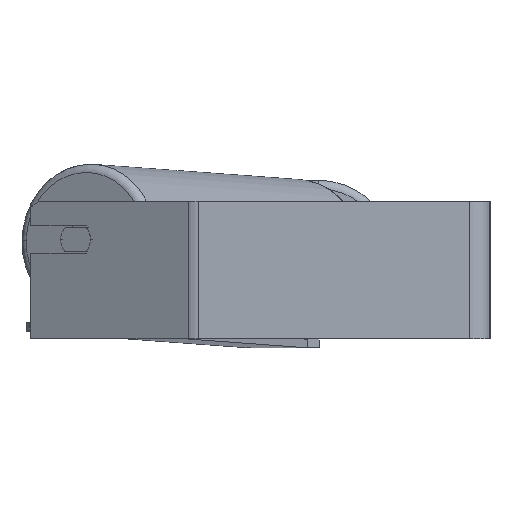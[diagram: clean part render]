
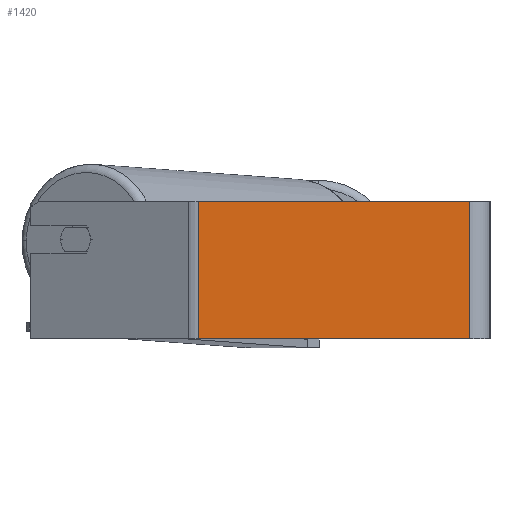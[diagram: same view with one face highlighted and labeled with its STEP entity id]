
A CAD part, left-side view. The second image highlights one B-rep face of the part: STEP entity #1420.
In plain terms, the highlighted planar face has unit normal (-1, 0, 0).
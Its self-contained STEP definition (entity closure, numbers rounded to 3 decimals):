
#63 = LINE ( 'NONE', #4661, #5369 ) ;
#524 = CARTESIAN_POINT ( 'NONE',  ( -430., 173.169, 40. ) ) ;
#801 = DIRECTION ( 'NONE',  ( 0., 0., -1. ) ) ;
#972 = ORIENTED_EDGE ( 'NONE', *, *, #5991, .T. ) ;
#1047 = DIRECTION ( 'NONE',  ( 0., 0., -1. ) ) ;
#1213 = LINE ( 'NONE', #524, #6374 ) ;
#1420 = ADVANCED_FACE ( 'NONE', ( #2207 ), #4269, .F. ) ;
#2207 = FACE_OUTER_BOUND ( 'NONE', #6448, .T. ) ;
#2590 = VECTOR ( 'NONE', #8020, 1000. ) ;
#2632 = DIRECTION ( 'NONE',  ( 0., -1., 0. ) ) ;
#2679 = EDGE_CURVE ( 'NONE', #4630, #3494, #9027, .T. ) ;
#2798 = DIRECTION ( 'NONE',  ( 1., 0., 0. ) ) ;
#2978 = DIRECTION ( 'NONE',  ( 0., 0., -1. ) ) ;
#3426 = CARTESIAN_POINT ( 'NONE',  ( -430., 169.954, -40. ) ) ;
#3494 = VERTEX_POINT ( 'NONE', #8959 ) ;
#4269 = PLANE ( 'NONE',  #8920 ) ;
#4380 = EDGE_CURVE ( 'NONE', #8019, #8064, #63, .T. ) ;
#4630 = VERTEX_POINT ( 'NONE', #5492 ) ;
#4661 = CARTESIAN_POINT ( 'NONE',  ( -430., 169.954, 40. ) ) ;
#5149 = VECTOR ( 'NONE', #801, 1000. ) ;
#5233 = CARTESIAN_POINT ( 'NONE',  ( -430., 173.169, -40. ) ) ;
#5369 = VECTOR ( 'NONE', #1047, 1000. ) ;
#5492 = CARTESIAN_POINT ( 'NONE',  ( -430., 12., 40. ) ) ;
#5640 = ORIENTED_EDGE ( 'NONE', *, *, #2679, .F. ) ;
#5742 = EDGE_CURVE ( 'NONE', #8019, #4630, #1213, .T. ) ;
#5991 = EDGE_CURVE ( 'NONE', #8064, #3494, #6550, .T. ) ;
#6261 = CARTESIAN_POINT ( 'NONE',  ( -430., 169.954, 40. ) ) ;
#6374 = VECTOR ( 'NONE', #2632, 1000. ) ;
#6377 = ORIENTED_EDGE ( 'NONE', *, *, #5742, .F. ) ;
#6409 = CARTESIAN_POINT ( 'NONE',  ( -430., 173.169, 40. ) ) ;
#6448 = EDGE_LOOP ( 'NONE', ( #972, #5640, #6377, #6595 ) ) ;
#6550 = LINE ( 'NONE', #5233, #2590 ) ;
#6595 = ORIENTED_EDGE ( 'NONE', *, *, #4380, .T. ) ;
#7707 = CARTESIAN_POINT ( 'NONE',  ( -430., 12., 40. ) ) ;
#8019 = VERTEX_POINT ( 'NONE', #6261 ) ;
#8020 = DIRECTION ( 'NONE',  ( 0., -1., 0. ) ) ;
#8064 = VERTEX_POINT ( 'NONE', #3426 ) ;
#8920 = AXIS2_PLACEMENT_3D ( 'NONE', #6409, #2798, #2978 ) ;
#8959 = CARTESIAN_POINT ( 'NONE',  ( -430., 12., -40. ) ) ;
#9027 = LINE ( 'NONE', #7707, #5149 ) ;
